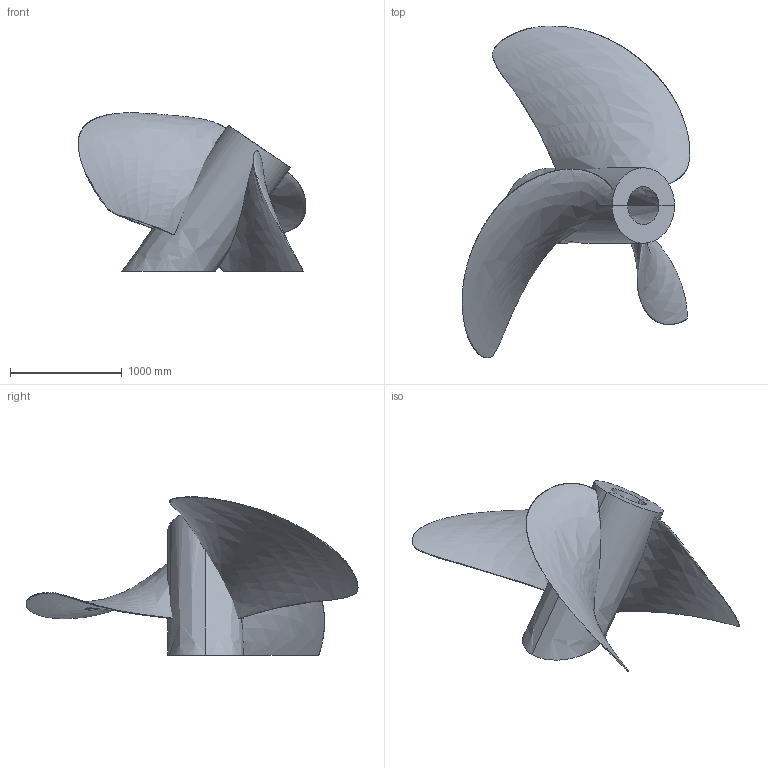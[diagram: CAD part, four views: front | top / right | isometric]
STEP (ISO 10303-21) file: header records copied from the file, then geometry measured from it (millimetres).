
FILE_DESCRIPTION(/* description */ (''),/* implementation_level */ '2;1');
FILE_NAME(/* name */ 'tilted_propeller_bench',/* time_stamp */ '2015-05-06T23:36:11-07:00',/* author */ (''),/* organization */ (''),/* preprocessor_version */ 'ST-DEVELOPER v15',/* originating_system */ '',/* authorisation */ '');
FILE_SCHEMA (('AUTOMOTIVE_DESIGN'));
Length unit declared in the file: millimetre
Products named in the file (1): Document
Bounding box: 2036.51 x 2969.38 x 1416.24 mm (x, y, z)
Surface area: 13588158 mm2 (no closed solid volume)
Topology: 0 solids, 4 shells, 9 faces, 26 edges, 20 vertices
Faces by surface type: bspline 9
Entity records: 3099 total; most frequent: CARTESIAN_POINT 2901, ORIENTED_EDGE 36, EDGE_CURVE 26, VERTEX_POINT 20, B_SPLINE_CURVE_WITH_KNOTS 19, ADVANCED_FACE 9, FACE_OUTER_BOUND 9, EDGE_LOOP 9
